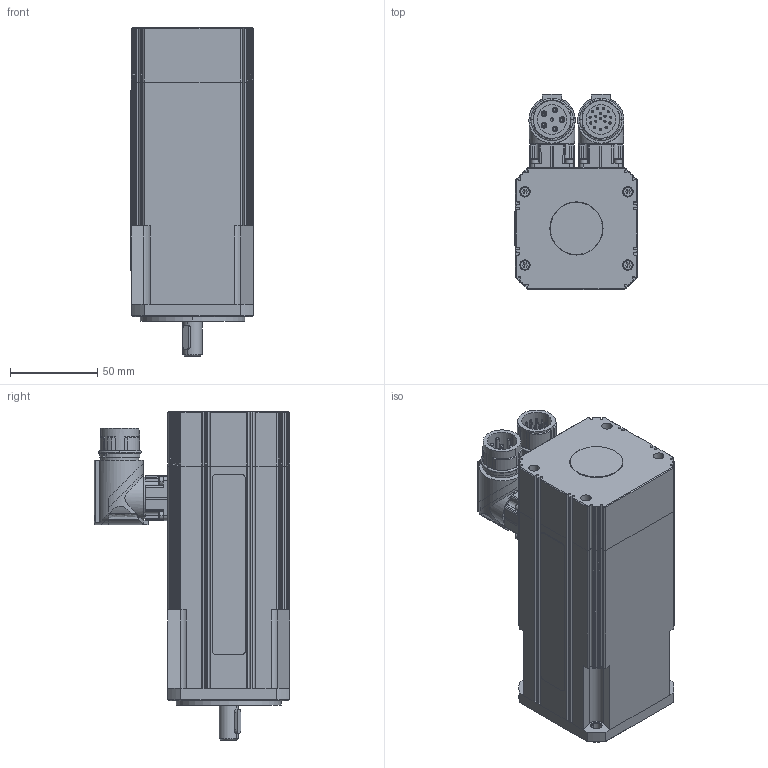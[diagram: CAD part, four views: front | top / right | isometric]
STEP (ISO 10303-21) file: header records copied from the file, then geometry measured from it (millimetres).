
FILE_DESCRIPTION((''),'2;1');
FILE_NAME('FP-307 + Resolver + Fre.stp','2011-11-03T08:37:10',('jlopez'),(''),'Autodesk Inventor 9','Autodesk Inventor 9','');
FILE_SCHEMA(('AUTOMOTIVE_DESIGN { 1 0 10303 214 1 1 1 1 }'));
Length unit declared in the file: millimetre
Products named in the file (1): Pieza1
Bounding box: 70.5 x 112.15 x 188.5 mm (x, y, z)
Volume: 829856.7 mm3; surface area: 90060 mm2
Topology: 1 solids, 22 shells, 1460 faces, 3787 edges, 2291 vertices
Faces by surface type: cylinder 616, plane 449, cone 179, bspline 120, torus 50, sphere 46
Entity records: 46100 total; most frequent: CARTESIAN_POINT 10811, DIRECTION 7693, ORIENTED_EDGE 7326, EDGE_CURVE 3663, AXIS2_PLACEMENT_3D 3010, VERTEX_POINT 2291, VECTOR 1673, LINE 1673
